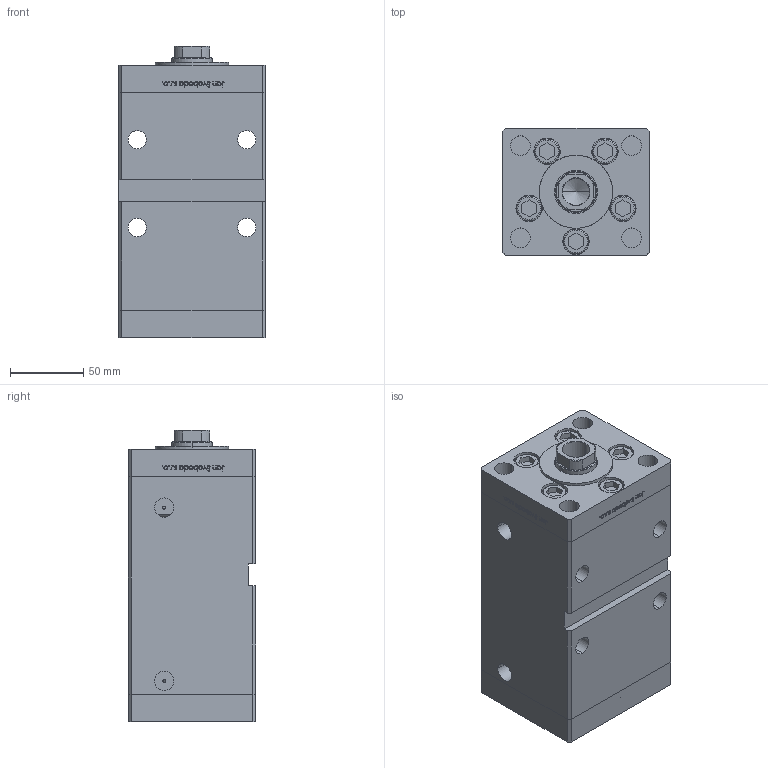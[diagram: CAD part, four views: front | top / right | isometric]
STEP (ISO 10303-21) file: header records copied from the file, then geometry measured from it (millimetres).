
FILE_DESCRIPTION (( 'STEP AP203' ), '1' );
FILE_NAME ('8744.STEP', '2024-01-08T16:05:57', ( '' ), ( '' ), 'SwSTEP 2.0', 'SolidWorks 2019', '' );
FILE_SCHEMA (( 'CONFIG_CONTROL_DESIGN' ));
Length unit declared in the file: millimetre
Products named in the file (6): 8744; ALLEN BOLT 3f4d6dda2e3e19ca83add88a3aaac14d; V220C_VC_E 3f4d6dda2e3e19ca83add88a3aaac14d; V220C_FRONT_E 3f4d6dda2e3e19ca83add88a3aaac14d; V220C_E MIDDLE 3f4d6dda2e3e19ca83add88a3aaac14d; V220C BACK_E 3f4d6dda2e3e19ca83add88a3aaac14d
Assembly tree (14 placements, depth 2):
  8744
    V220C BACK_E 3f4d6dda2e3e19ca83add88a3aaac14d
    V220C_E MIDDLE 3f4d6dda2e3e19ca83add88a3aaac14d
    V220C_FRONT_E 3f4d6dda2e3e19ca83add88a3aaac14d
    ALLEN BOLT 3f4d6dda2e3e19ca83add88a3aaac14d  x10
    V220C_VC_E 3f4d6dda2e3e19ca83add88a3aaac14d
Bounding box: 100 x 87 x 199.5 mm (x, y, z)
Volume: 1364888.9 mm3; surface area: 221029.3 mm2
Topology: 14 solids, 14 shells, 1212 faces, 3045 edges, 1996 vertices
Faces by surface type: bspline 484, plane 473, cylinder 165, cone 46, torus 44
Entity records: 53253 total; most frequent: CARTESIAN_POINT 30493, ORIENTED_EDGE 5258, DIRECTION 3029, EDGE_CURVE 2629, VERTEX_POINT 1744, VECTOR 1357, LINE 1357, EDGE_LOOP 1187
